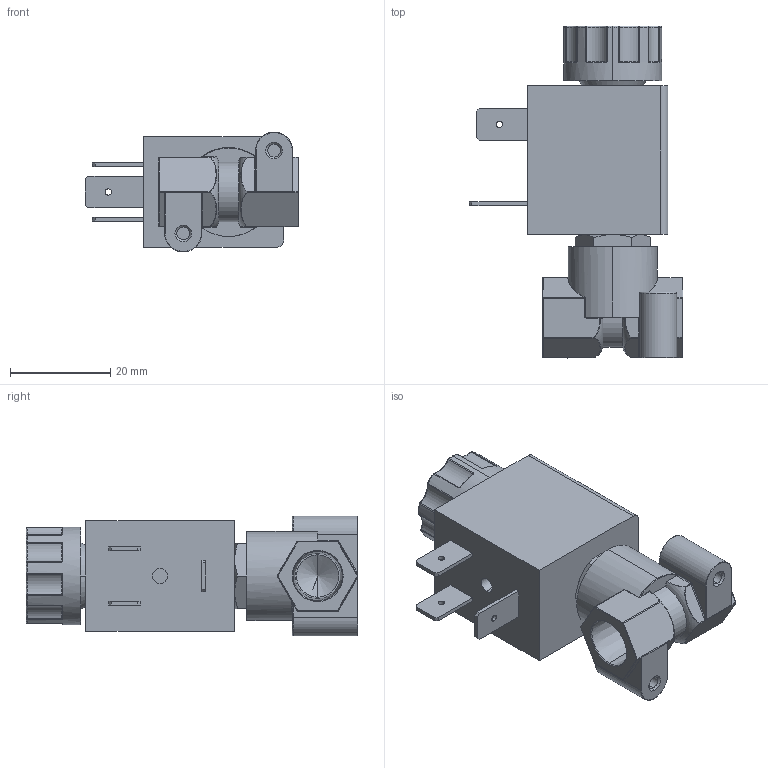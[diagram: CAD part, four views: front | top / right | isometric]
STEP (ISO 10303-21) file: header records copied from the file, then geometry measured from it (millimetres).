
FILE_DESCRIPTION (( 'STEP AP203' ), '1' );
FILE_NAME ('SC911YH24VFAA5.step', '2025-12-15T20:55:18', ( '' ), ( '' ), 'SwSTEP 2.0', 'SolidWorks 2024', '' );
FILE_SCHEMA (( 'CONFIG_CONTROL_DESIGN' ));
Length unit declared in the file: inch
Products named in the file (1): SC911YH24VFAA5
Bounding box: 42.63 x 66.24 x 23.93 mm (x, y, z)
Volume: 28063.3 mm3; surface area: 9267.9 mm2
Topology: 1 solids, 1 shells, 393 faces, 935 edges, 528 vertices
Faces by surface type: bspline 156, cylinder 108, plane 76, torus 32, cone 20, sphere 1
Entity records: 14472 total; most frequent: CARTESIAN_POINT 6386, ORIENTED_EDGE 1812, DIRECTION 1517, EDGE_CURVE 906, AXIS2_PLACEMENT_3D 620, VERTEX_POINT 527, EDGE_LOOP 415, FACE_OUTER_BOUND 393
